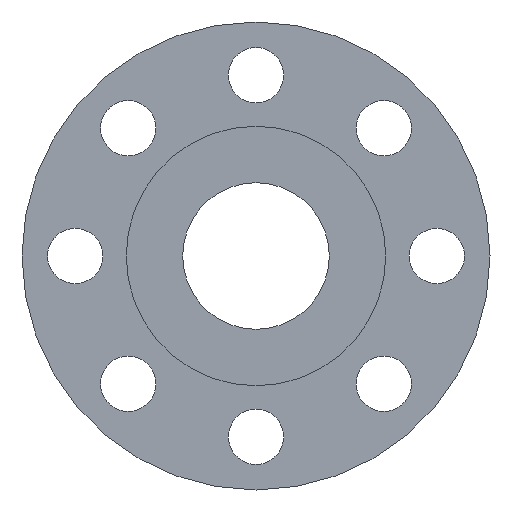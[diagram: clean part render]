
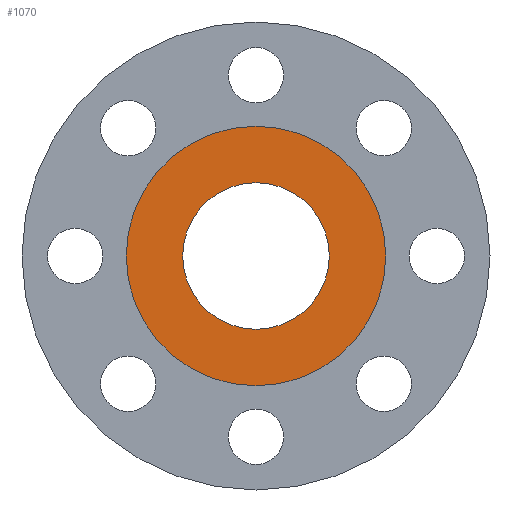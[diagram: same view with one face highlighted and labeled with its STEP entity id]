
A CAD part, front view. The second image highlights one B-rep face of the part: STEP entity #1070.
In plain terms, the highlighted planar face has unit normal (0, -1, 0).
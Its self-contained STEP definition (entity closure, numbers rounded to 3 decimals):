
#17 = EDGE_CURVE ( 'NONE', #902, #541, #1062, .T. ) ;
#70 = AXIS2_PLACEMENT_3D ( 'NONE', #685, #514, #1032 ) ;
#158 = FACE_OUTER_BOUND ( 'NONE', #349, .T. ) ;
#191 = EDGE_LOOP ( 'NONE', ( #615, #773 ) ) ;
#229 = ORIENTED_EDGE ( 'NONE', *, *, #321, .F. ) ;
#310 = AXIS2_PLACEMENT_3D ( 'NONE', #1001, #320, #835 ) ;
#316 = FACE_BOUND ( 'NONE', #191, .T. ) ;
#320 = DIRECTION ( 'NONE',  ( 0., -1., 0. ) ) ;
#321 = EDGE_CURVE ( 'NONE', #399, #468, #363, .T. ) ;
#349 = EDGE_LOOP ( 'NONE', ( #656, #229 ) ) ;
#363 = CIRCLE ( 'NONE', #1042, 61. ) ;
#391 = DIRECTION ( 'NONE',  ( 0., 1., 0. ) ) ;
#399 = VERTEX_POINT ( 'NONE', #809 ) ;
#407 = CARTESIAN_POINT ( 'NONE',  ( 0., 0., -34.45 ) ) ;
#423 = CARTESIAN_POINT ( 'NONE',  ( 0., 0., 0. ) ) ;
#439 = EDGE_CURVE ( 'NONE', #468, #399, #527, .T. ) ;
#468 = VERTEX_POINT ( 'NONE', #918 ) ;
#485 = CARTESIAN_POINT ( 'NONE',  ( 0., 0., 34.45 ) ) ;
#514 = DIRECTION ( 'NONE',  ( 0., 1., 0. ) ) ;
#527 = CIRCLE ( 'NONE', #620, 61. ) ;
#541 = VERTEX_POINT ( 'NONE', #485 ) ;
#557 = CARTESIAN_POINT ( 'NONE',  ( 0., 0., 0. ) ) ;
#608 = EDGE_CURVE ( 'NONE', #541, #902, #618, .T. ) ;
#615 = ORIENTED_EDGE ( 'NONE', *, *, #608, .T. ) ;
#618 = CIRCLE ( 'NONE', #70, 34.45 ) ;
#620 = AXIS2_PLACEMENT_3D ( 'NONE', #1069, #391, #1074 ) ;
#656 = ORIENTED_EDGE ( 'NONE', *, *, #439, .F. ) ;
#658 = PLANE ( 'NONE',  #310 ) ;
#685 = CARTESIAN_POINT ( 'NONE',  ( 0., 0., 0. ) ) ;
#772 = DIRECTION ( 'NONE',  ( 0., 0., 1. ) ) ;
#773 = ORIENTED_EDGE ( 'NONE', *, *, #17, .T. ) ;
#809 = CARTESIAN_POINT ( 'NONE',  ( 0., 0., -61. ) ) ;
#822 = DIRECTION ( 'NONE',  ( 0., 0., 1. ) ) ;
#835 = DIRECTION ( 'NONE',  ( 0., 0., -1. ) ) ;
#853 = DIRECTION ( 'NONE',  ( 0., 1., 0. ) ) ;
#902 = VERTEX_POINT ( 'NONE', #407 ) ;
#908 = DIRECTION ( 'NONE',  ( 0., 1., 0. ) ) ;
#918 = CARTESIAN_POINT ( 'NONE',  ( 0., 0., 61. ) ) ;
#948 = AXIS2_PLACEMENT_3D ( 'NONE', #557, #908, #822 ) ;
#1001 = CARTESIAN_POINT ( 'NONE',  ( 0., 0., 34.45 ) ) ;
#1032 = DIRECTION ( 'NONE',  ( 0., 0., 1. ) ) ;
#1042 = AXIS2_PLACEMENT_3D ( 'NONE', #423, #853, #772 ) ;
#1062 = CIRCLE ( 'NONE', #948, 34.45 ) ;
#1069 = CARTESIAN_POINT ( 'NONE',  ( 0., 0., 0. ) ) ;
#1070 = ADVANCED_FACE ( 'NONE', ( #316, #158 ), #658, .T. ) ;
#1074 = DIRECTION ( 'NONE',  ( 0., 0., 1. ) ) ;
